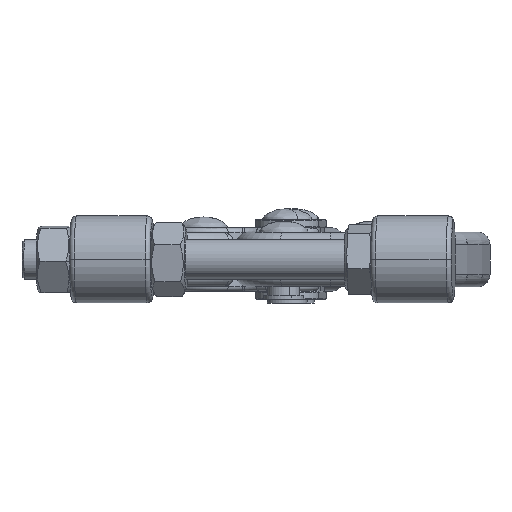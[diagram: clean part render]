
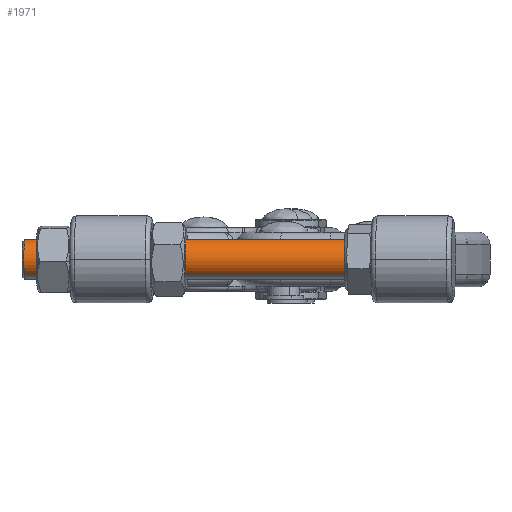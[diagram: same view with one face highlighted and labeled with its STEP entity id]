
A CAD part, left-side view. The second image highlights one B-rep face of the part: STEP entity #1971.
In plain terms, the highlighted cylindrical face has radius 4 mm (diameter 8 mm), a partial arc.
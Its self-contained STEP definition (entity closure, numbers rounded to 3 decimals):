
#1971 = ADVANCED_FACE ( 'NONE', ( #15198 ), #15196, .T. ) ;
#5220 = EDGE_CURVE ( 'NONE', #14011, #14451, #10611, .T. ) ;
#5224 = EDGE_CURVE ( 'NONE', #14451, #14364, #10615, .T. ) ;
#5226 = EDGE_CURVE ( 'NONE', #14364, #14431, #10619, .T. ) ;
#5228 = EDGE_CURVE ( 'NONE', #14011, #14431, #10621, .T. ) ;
#5785 = AXIS2_PLACEMENT_3D ( 'NONE', #34131, #34129, #34128 ) ;
#5787 = AXIS2_PLACEMENT_3D ( 'NONE', #34117, #34116, #34114 ) ;
#10611 = CIRCLE ( 'NONE', #5785, 4. ) ;
#10615 = LINE ( 'NONE', #34133, #10620 ) ;
#10619 = CIRCLE ( 'NONE', #5787, 4. ) ;
#10620 = VECTOR ( 'NONE', #34121, 1000. ) ;
#10621 = LINE ( 'NONE', #34122, #10623 ) ;
#10623 = VECTOR ( 'NONE', #34141, 1000. ) ;
#12206 = EDGE_LOOP ( 'NONE', ( #18757, #18758, #18759, #18760 ) ) ;
#14011 = VERTEX_POINT ( 'NONE', #23074 ) ;
#14364 = VERTEX_POINT ( 'NONE', #23863 ) ;
#14431 = VERTEX_POINT ( 'NONE', #23988 ) ;
#14451 = VERTEX_POINT ( 'NONE', #24025 ) ;
#15196 = CYLINDRICAL_SURFACE ( 'NONE', #45108, 4. ) ;
#15198 = FACE_OUTER_BOUND ( 'NONE', #12206, .T. ) ;
#18757 = ORIENTED_EDGE ( 'NONE', *, *, #5220, .T. ) ;
#18758 = ORIENTED_EDGE ( 'NONE', *, *, #5224, .T. ) ;
#18759 = ORIENTED_EDGE ( 'NONE', *, *, #5226, .T. ) ;
#18760 = ORIENTED_EDGE ( 'NONE', *, *, #5228, .F. ) ;
#23074 = CARTESIAN_POINT ( 'NONE',  ( 70.05, 0., 4. ) ) ;
#23863 = CARTESIAN_POINT ( 'NONE',  ( 5.45, 0., -4. ) ) ;
#23988 = CARTESIAN_POINT ( 'NONE',  ( 5.45, 0., 4. ) ) ;
#24025 = CARTESIAN_POINT ( 'NONE',  ( 70.05, 0., -4. ) ) ;
#27809 = CARTESIAN_POINT ( 'NONE',  ( 70.45, 0., 0. ) ) ;
#27811 = DIRECTION ( 'NONE',  ( -1., 0., 0. ) ) ;
#27813 = DIRECTION ( 'NONE',  ( 0., 0., 1. ) ) ;
#34114 = DIRECTION ( 'NONE',  ( 0., 0., -1. ) ) ;
#34116 = DIRECTION ( 'NONE',  ( 1., 0., 0. ) ) ;
#34117 = CARTESIAN_POINT ( 'NONE',  ( 5.45, 0., 0. ) ) ;
#34121 = DIRECTION ( 'NONE',  ( -1., 0., 0. ) ) ;
#34122 = CARTESIAN_POINT ( 'NONE',  ( 70.45, 0., 4. ) ) ;
#34128 = DIRECTION ( 'NONE',  ( 0., 0., -1. ) ) ;
#34129 = DIRECTION ( 'NONE',  ( -1., 0., 0. ) ) ;
#34131 = CARTESIAN_POINT ( 'NONE',  ( 70.05, 0., 0. ) ) ;
#34133 = CARTESIAN_POINT ( 'NONE',  ( 70.45, 0., -4. ) ) ;
#34141 = DIRECTION ( 'NONE',  ( -1., 0., 0. ) ) ;
#45108 = AXIS2_PLACEMENT_3D ( 'NONE', #27809, #27811, #27813 ) ;
